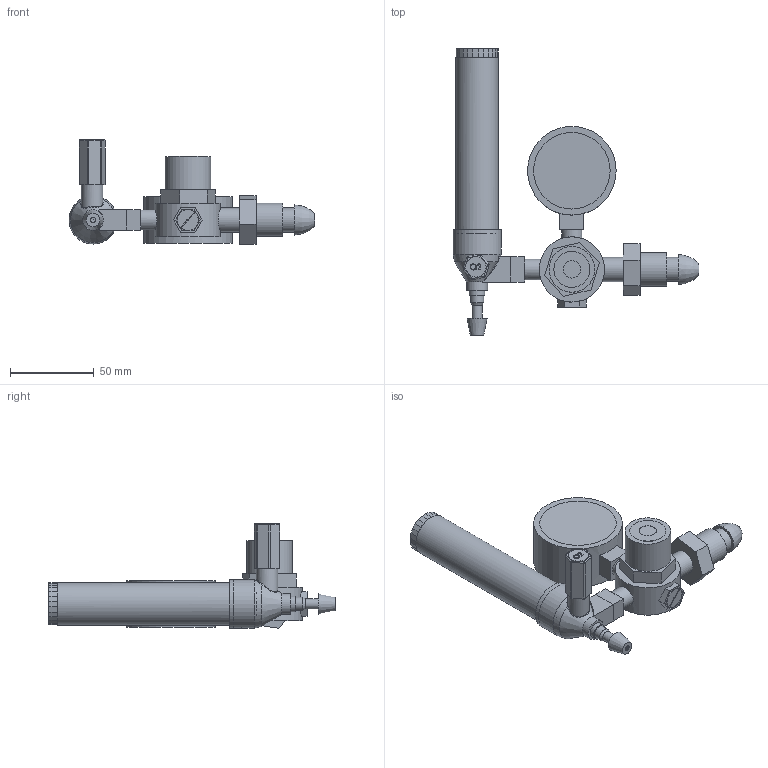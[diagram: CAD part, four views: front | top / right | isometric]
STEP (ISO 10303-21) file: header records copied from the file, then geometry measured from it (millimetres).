
FILE_DESCRIPTION(('CAx-IF Rec.Pracs.---Model Styling and Organization---1.5---2016-08-15','CAx-IF Rec.Pracs.---Geometric and Assembly Validation Properties---4.4---2016-08-17','CAx-IF Rec.Pracs.---User Defined Attributes---1.5---2016-08-15','CAx-IF Rec.Pracs.---External References---2.1---2005-01-19'),'2;1');
FILE_NAME('o2_flowmeter.stp','2021-06-20T11:04:51',('Unspecified'),('Unspecified'),'CAD Exchanger 3.9.1 (cadexchanger.com)','Unspecified','');
FILE_SCHEMA(('AUTOMOTIVE_DESIGN { 1 0 10303 214 1 1 1 1 }'));
Length unit declared in the file: millimetre
Products named in the file (1): o2_flowmeter
Bounding box: 147.05 x 171.12 x 62.55 mm (x, y, z)
Volume: 137808.4 mm3; surface area: 69011.9 mm2
Topology: 10 solids, 11 shells, 234 faces, 528 edges, 341 vertices
Faces by surface type: plane 129, cylinder 58, cone 17, extrusion 14, torus 7, bspline 6, revolution 2, sphere 1
Full cylindrical faces by diameter (mm): 4 x1, 4.969 x1, 5.867 x1, 6 x1, 7.376 x1, 7.867 x1, 7.948 x1, 9.376 x1, 10.413 x1, 10.525 x1, 11.5 x1, 12 x1, 12.168 x1, 12.345 x1, 12.4 x1, 12.525 x1, 12.819 x1, 13.749 x1, 14.4 x1, 14.5 x1, 20 x1, 21.36 x1, 21.481 x1, 25.26 x1, 27.3 x1, 28.8 x1, 39 x1, 45.761 x2, 53 x1
Entity records: 10897 total; most frequent: CARTESIAN_POINT 3955, ORIENTED_EDGE 1050, DIRECTION 992, EDGE_CURVE 525, AXIS2_PLACEMENT_3D 357, VERTEX_POINT 341, VECTOR 276, FACE_BOUND 266
